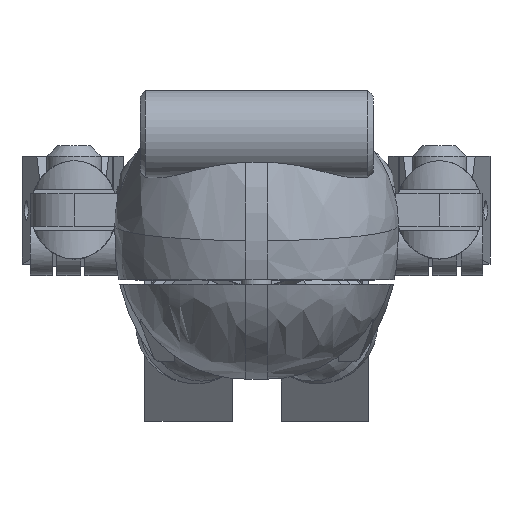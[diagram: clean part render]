
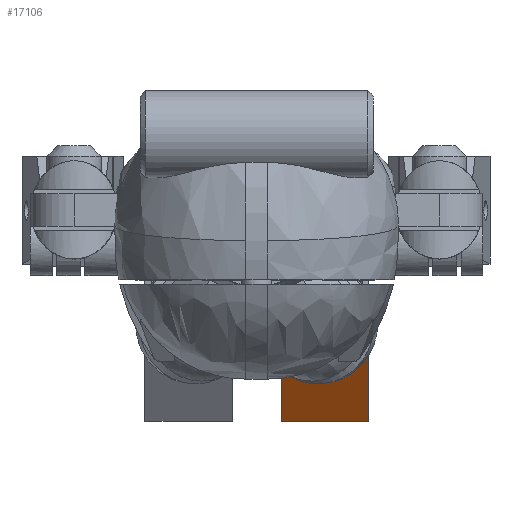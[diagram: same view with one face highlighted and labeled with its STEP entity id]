
A CAD part, top view. The second image highlights one B-rep face of the part: STEP entity #17106.
In plain terms, the highlighted planar face has unit normal (0, -0.605, 0.796).
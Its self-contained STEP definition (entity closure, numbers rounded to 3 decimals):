
#697=ELLIPSE('',#18450,6.613,4.);
#1499=PLANE('',#18449);
#2211=FACE_OUTER_BOUND('',#3281,.T.);
#3281=EDGE_LOOP('',(#13237,#13238,#13239,#13240,#13241,#13242));
#4519=LINE('',#29121,#5822);
#4540=LINE('',#29165,#5843);
#4545=LINE('',#29176,#5848);
#4546=LINE('',#29178,#5849);
#4547=LINE('',#29181,#5850);
#5822=VECTOR('',#21081,10.);
#5843=VECTOR('',#21120,10.);
#5848=VECTOR('',#21131,10.);
#5849=VECTOR('',#21132,10.);
#5850=VECTOR('',#21135,10.);
#7891=VERTEX_POINT('',#29118);
#7892=VERTEX_POINT('',#29120);
#7906=VERTEX_POINT('',#29164);
#7909=VERTEX_POINT('',#29175);
#7910=VERTEX_POINT('',#29177);
#7911=VERTEX_POINT('',#29179);
#9852=EDGE_CURVE('',#7891,#7892,#4519,.T.);
#9873=EDGE_CURVE('',#7906,#7892,#4540,.T.);
#9879=EDGE_CURVE('',#7891,#7909,#4545,.T.);
#9880=EDGE_CURVE('',#7910,#7909,#4546,.F.);
#9881=EDGE_CURVE('',#7910,#7911,#697,.T.);
#9882=EDGE_CURVE('',#7906,#7911,#4547,.F.);
#13237=ORIENTED_EDGE('',*,*,#9879,.T.);
#13238=ORIENTED_EDGE('',*,*,#9880,.F.);
#13239=ORIENTED_EDGE('',*,*,#9881,.T.);
#13240=ORIENTED_EDGE('',*,*,#9882,.F.);
#13241=ORIENTED_EDGE('',*,*,#9873,.T.);
#13242=ORIENTED_EDGE('',*,*,#9852,.F.);
#17106=ADVANCED_FACE('',(#2211),#1499,.T.);
#18449=AXIS2_PLACEMENT_3D('',#29174,#21129,#21130);
#18450=AXIS2_PLACEMENT_3D('',#29180,#21133,#21134);
#21081=DIRECTION('',(-1.,0.,0.));
#21120=DIRECTION('',(0.,-0.796,-0.605));
#21129=DIRECTION('center_axis',(0.,-0.605,0.796));
#21130=DIRECTION('ref_axis',(1.,0.,0.));
#21131=DIRECTION('',(0.,0.796,0.605));
#21132=DIRECTION('',(-0.972,0.189,0.143));
#21133=DIRECTION('center_axis',(0.,0.605,-0.796));
#21134=DIRECTION('ref_axis',(0.,-0.796,-0.605));
#21135=DIRECTION('',(-0.972,-0.189,-0.143));
#29118=CARTESIAN_POINT('',(11.247,-18.77,-69.395));
#29120=CARTESIAN_POINT('',(3.253,-18.77,-69.395));
#29121=CARTESIAN_POINT('',(9.248,-18.77,-69.395));
#29164=CARTESIAN_POINT('',(3.253,-9.082,-62.036));
#29165=CARTESIAN_POINT('',(3.253,-8.413,-61.528));
#29174=CARTESIAN_POINT('Origin',(7.25,-8.69,-61.739));
#29175=CARTESIAN_POINT('',(11.247,-9.082,-62.036));
#29176=CARTESIAN_POINT('',(11.247,-5.277,-59.146));
#29177=CARTESIAN_POINT('',(10.67,-8.97,-61.951));
#29178=CARTESIAN_POINT('',(8.058,-8.463,-61.566));
#29179=CARTESIAN_POINT('',(3.83,-8.97,-61.951));
#29180=CARTESIAN_POINT('Origin',(7.25,-6.238,-59.876));
#29181=CARTESIAN_POINT('',(6.442,-8.463,-61.566));
